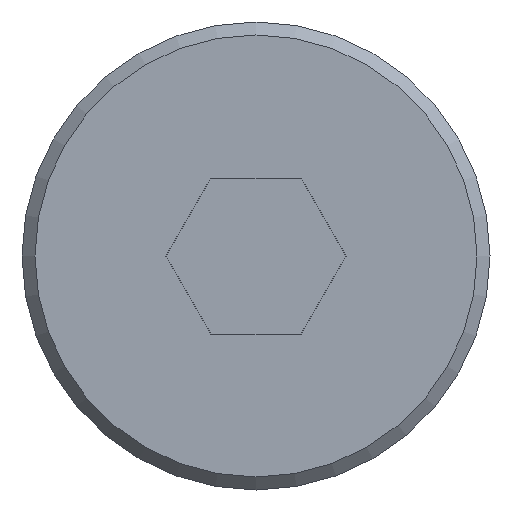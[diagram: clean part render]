
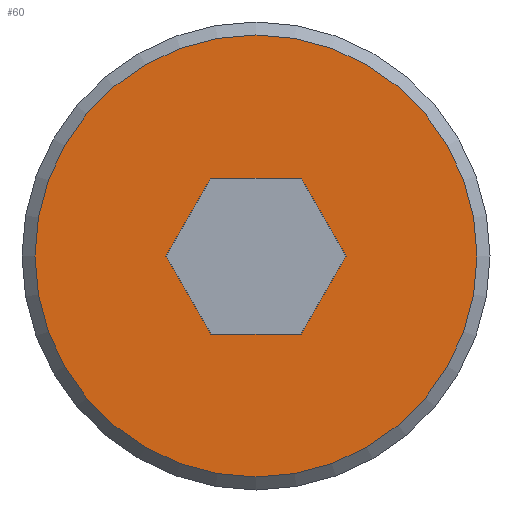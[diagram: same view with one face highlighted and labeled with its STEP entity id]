
A CAD part, left-side view. The second image highlights one B-rep face of the part: STEP entity #60.
In plain terms, the highlighted planar face has unit normal (-1, 0, 0).
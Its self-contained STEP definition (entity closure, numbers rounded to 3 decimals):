
#60 = ADVANCED_FACE( '', ( #133, #134 ), #135, .F. );
#133 = FACE_OUTER_BOUND( '', #220, .T. );
#134 = FACE_BOUND( '', #221, .T. );
#135 = PLANE( '', #222 );
#220 = EDGE_LOOP( '', ( #321 ) );
#221 = EDGE_LOOP( '', ( #322, #323, #324, #325, #326, #327 ) );
#222 = AXIS2_PLACEMENT_3D( '', #328, #329, #330 );
#321 = ORIENTED_EDGE( '', *, *, #449, .F. );
#322 = ORIENTED_EDGE( '', *, *, #450, .T. );
#323 = ORIENTED_EDGE( '', *, *, #451, .T. );
#324 = ORIENTED_EDGE( '', *, *, #452, .T. );
#325 = ORIENTED_EDGE( '', *, *, #453, .T. );
#326 = ORIENTED_EDGE( '', *, *, #445, .T. );
#327 = ORIENTED_EDGE( '', *, *, #435, .T. );
#328 = CARTESIAN_POINT( '', ( 0., 0., 0. ) );
#329 = DIRECTION( '', ( 1., 0., 0. ) );
#330 = DIRECTION( '', ( 0., 0., -1. ) );
#435 = EDGE_CURVE( '', #494, #495, #496, .T. );
#445 = EDGE_CURVE( '', #511, #494, #512, .T. );
#449 = EDGE_CURVE( '', #517, #517, #518, .T. );
#450 = EDGE_CURVE( '', #495, #519, #520, .T. );
#451 = EDGE_CURVE( '', #519, #521, #522, .T. );
#452 = EDGE_CURVE( '', #521, #523, #524, .T. );
#453 = EDGE_CURVE( '', #523, #511, #525, .T. );
#494 = VERTEX_POINT( '', #574 );
#495 = VERTEX_POINT( '', #575 );
#496 = LINE( '', #576, #577 );
#511 = VERTEX_POINT( '', #595 );
#512 = LINE( '', #596, #597 );
#517 = VERTEX_POINT( '', #604 );
#518 = CIRCLE( '', #605, 8.5 );
#519 = VERTEX_POINT( '', #606 );
#520 = LINE( '', #607, #608 );
#521 = VERTEX_POINT( '', #609 );
#522 = LINE( '', #610, #611 );
#523 = VERTEX_POINT( '', #612 );
#524 = LINE( '', #613, #614 );
#525 = LINE( '', #615, #616 );
#574 = CARTESIAN_POINT( '', ( 0., 3.464, 0. ) );
#575 = CARTESIAN_POINT( '', ( 0., 1.732, 3. ) );
#576 = CARTESIAN_POINT( '', ( 0., 3.464, 0. ) );
#577 = VECTOR( '', #673, 1000. );
#595 = CARTESIAN_POINT( '', ( 0., 1.732, -3. ) );
#596 = CARTESIAN_POINT( '', ( 0., 1.732, -3. ) );
#597 = VECTOR( '', #686, 1000. );
#604 = CARTESIAN_POINT( '', ( 0., 0., -8.5 ) );
#605 = AXIS2_PLACEMENT_3D( '', #689, #690, #691 );
#606 = CARTESIAN_POINT( '', ( 0., -1.732, 3. ) );
#607 = CARTESIAN_POINT( '', ( 0., 1.732, 3. ) );
#608 = VECTOR( '', #692, 1000. );
#609 = CARTESIAN_POINT( '', ( 0., -3.464, 0. ) );
#610 = CARTESIAN_POINT( '', ( 0., -1.732, 3. ) );
#611 = VECTOR( '', #693, 1000. );
#612 = CARTESIAN_POINT( '', ( 0., -1.732, -3. ) );
#613 = CARTESIAN_POINT( '', ( 0., -3.464, 0. ) );
#614 = VECTOR( '', #694, 1000. );
#615 = CARTESIAN_POINT( '', ( 0., -1.732, -3. ) );
#616 = VECTOR( '', #695, 1000. );
#673 = DIRECTION( '', ( 0., -0.5, 0.866 ) );
#686 = DIRECTION( '', ( 0., 0.5, 0.866 ) );
#689 = CARTESIAN_POINT( '', ( 0., 0., 0. ) );
#690 = DIRECTION( '', ( 1., 0., 0. ) );
#691 = DIRECTION( '', ( 0., 0., -1. ) );
#692 = DIRECTION( '', ( 0., -1., 0. ) );
#693 = DIRECTION( '', ( 0., -0.5, -0.866 ) );
#694 = DIRECTION( '', ( 0., 0.5, -0.866 ) );
#695 = DIRECTION( '', ( 0., 1., 0. ) );
